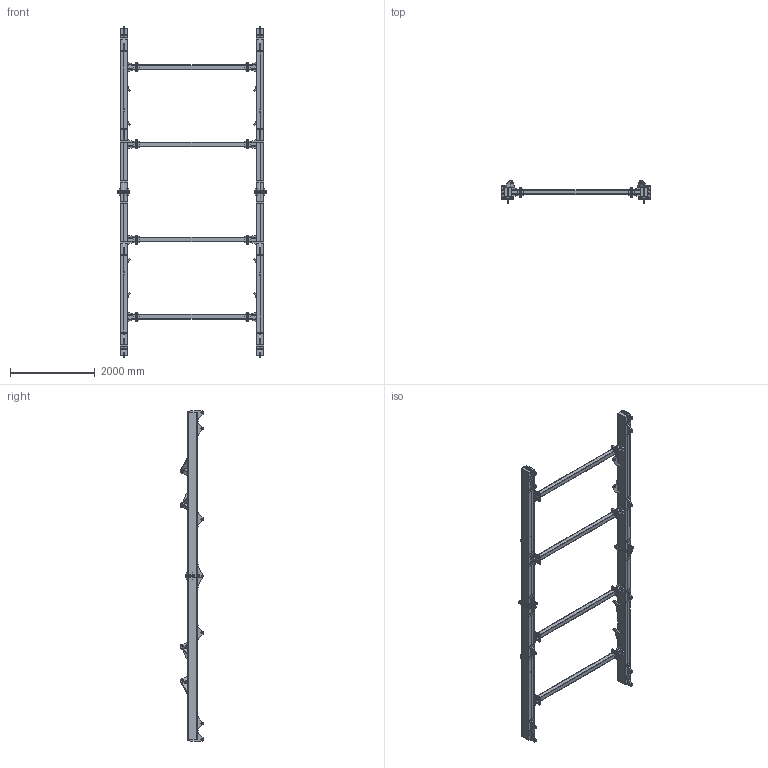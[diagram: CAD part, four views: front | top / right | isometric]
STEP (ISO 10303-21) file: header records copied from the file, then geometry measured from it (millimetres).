
FILE_DESCRIPTION(('FreeCAD Model'),'2;1');
FILE_NAME('Open CASCADE Shape Model','2025-04-25T12:56:03',('FreeCAD'),( 'FreeCAD'),'Open CASCADE STEP processor 7.6','FreeCAD','Unknown');
FILE_SCHEMA(('AUTOMOTIVE_DESIGN { 1 0 10303 214 1 1 1 1 }'));
Products named in the file (1): Open CASCADE STEP translator 7.6 1
Bounding box: 3501.27 x 552.38 x 7834.94 mm (x, y, z)
Volume: 160960299.7 mm3; surface area: 41986764 mm2
Topology: 540 solids, 540 shells, 7280 faces, 16796 edges, 10736 vertices
Faces by surface type: bspline 7280
Entity records: 221028 total; most frequent: CARTESIAN_POINT 117921, ORIENTED_EDGE 33592, EDGE_CURVE 16796, B_SPLINE_CURVE_WITH_KNOTS 12556, VERTEX_POINT 10736, FACE_BOUND 8292, EDGE_LOOP 8292, ADVANCED_FACE 7280
